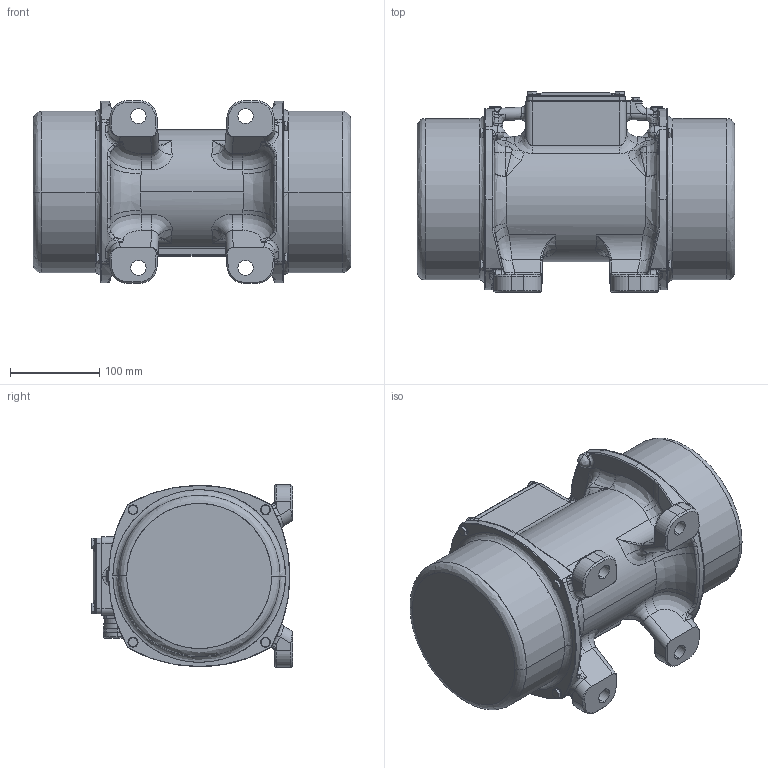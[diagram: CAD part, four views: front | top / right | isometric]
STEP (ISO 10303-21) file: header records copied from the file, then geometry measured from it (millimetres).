
FILE_DESCRIPTION (( 'STEP AP214' ), '1' );
FILE_NAME ('NES 501140 50-60Hz.STEP', '2021-03-05T09:40:28', ( '' ), ( '' ), 'SwSTEP 2.0', 'SolidWorks 2015', '' );
FILE_SCHEMA (( 'AUTOMOTIVE_DESIGN' ));
Length unit declared in the file: millimetre
Products named in the file (1): NES 501140 50-60Hz
Bounding box: 356 x 225.2 x 205 mm (x, y, z)
Volume: 1758748.1 mm3; surface area: 721932.7 mm2
Topology: 33 solids, 33 shells, 3259 faces, 8307 edges, 5142 vertices
Faces by surface type: plane 1500, bspline 797, cylinder 750, cone 212
Entity records: 143341 total; most frequent: CARTESIAN_POINT 68554, ORIENTED_EDGE 16396, DIRECTION 13276, EDGE_CURVE 8198, VERTEX_POINT 5142, VECTOR 4648, LINE 4648, AXIS2_PLACEMENT_3D 4314
